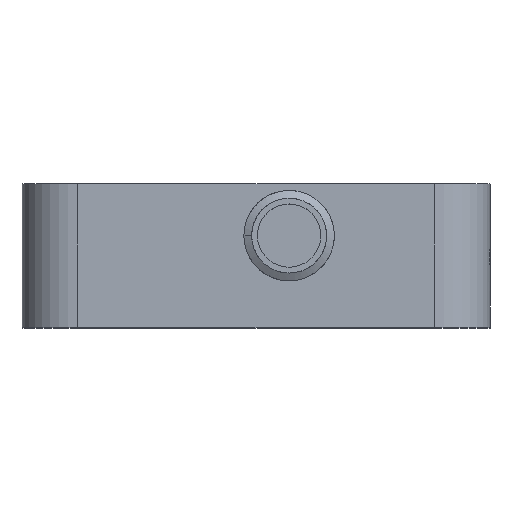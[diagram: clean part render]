
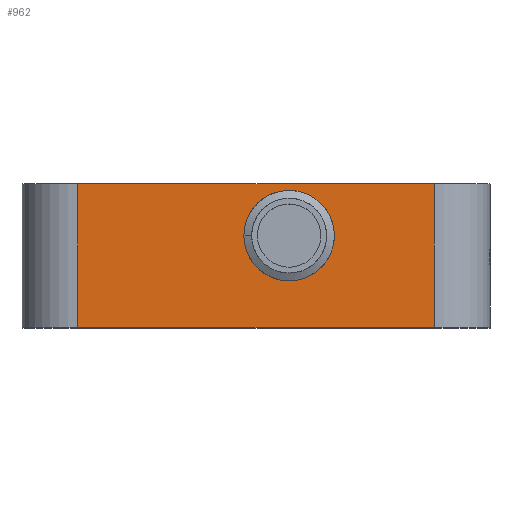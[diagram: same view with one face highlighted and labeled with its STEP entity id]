
A CAD part, top view. The second image highlights one B-rep face of the part: STEP entity #962.
In plain terms, the highlighted planar face has unit normal (0, 0, 1).
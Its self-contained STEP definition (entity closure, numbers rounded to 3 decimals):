
#9 = AXIS2_PLACEMENT_3D ( 'NONE', #370, #2203, #1625 ) ;
#47 = CARTESIAN_POINT ( 'NONE',  ( 3.196, 11.853, 42.74 ) ) ;
#56 = FACE_BOUND ( 'NONE', #2731, .T. ) ;
#64 = VERTEX_POINT ( 'NONE', #1880 ) ;
#99 = CARTESIAN_POINT ( 'NONE',  ( -28.25, 15.95, 42.74 ) ) ;
#113 = VERTEX_POINT ( 'NONE', #3094 ) ;
#176 = CARTESIAN_POINT ( 'NONE',  ( -28.25, 0., 42.74 ) ) ;
#211 = EDGE_LOOP ( 'NONE', ( #3173, #540, #1297, #1769 ) ) ;
#288 = EDGE_CURVE ( 'NONE', #3655, #3365, #792, .T. ) ;
#300 = CARTESIAN_POINT ( 'NONE',  ( 2.093, 13.372, 42.74 ) ) ;
#307 = CARTESIAN_POINT ( 'NONE',  ( 8.5, 15.95, 42.74 ) ) ;
#359 = CARTESIAN_POINT ( 'NONE',  ( 3.778, 11.286, 42.74 ) ) ;
#370 = CARTESIAN_POINT ( 'NONE',  ( 8.5, 15.95, 42.74 ) ) ;
#387 = CARTESIAN_POINT ( 'NONE',  ( -28.25, 25., 42.74 ) ) ;
#540 = ORIENTED_EDGE ( 'NONE', *, *, #2298, .F. ) ;
#547 = EDGE_CURVE ( 'NONE', #113, #837, #2264, .T. ) ;
#554 = DIRECTION ( 'NONE',  ( 1., 0., 0. ) ) ;
#616 = EDGE_CURVE ( 'NONE', #64, #2767, #706, .T. ) ;
#625 = CARTESIAN_POINT ( 'NONE',  ( 2.676, 12.473, 42.74 ) ) ;
#673 = CARTESIAN_POINT ( 'NONE',  ( 33.75, 25., 42.74 ) ) ;
#679 = VERTEX_POINT ( 'NONE', #877 ) ;
#706 = LINE ( 'NONE', #99, #785 ) ;
#730 = CIRCLE ( 'NONE', #2188, 6.5 ) ;
#783 = DIRECTION ( 'NONE',  ( 0., -1., 0. ) ) ;
#785 = VECTOR ( 'NONE', #1701, 1000. ) ;
#792 = LINE ( 'NONE', #2082, #2702 ) ;
#837 = VERTEX_POINT ( 'NONE', #673 ) ;
#877 = CARTESIAN_POINT ( 'NONE',  ( 15., 15.95, 42.74 ) ) ;
#933 = DIRECTION ( 'NONE',  ( -1., 0., 0. ) ) ;
#940 = EDGE_CURVE ( 'NONE', #679, #2767, #1187, .T. ) ;
#946 = CARTESIAN_POINT ( 'NONE',  ( 3.013, 12.054, 42.74 ) ) ;
#962 = ADVANCED_FACE ( 'NONE', ( #2879, #56 ), #2897, .F. ) ;
#1018 = CARTESIAN_POINT ( 'NONE',  ( -28.25, 3., 42.74 ) ) ;
#1160 = CARTESIAN_POINT ( 'NONE',  ( 33.75, 0., 42.74 ) ) ;
#1187 = CIRCLE ( 'NONE', #9, 6.5 ) ;
#1201 = ORIENTED_EDGE ( 'NONE', *, *, #2098, .F. ) ;
#1296 = CARTESIAN_POINT ( 'NONE',  ( 4.208, 10.962, 42.74 ) ) ;
#1297 = ORIENTED_EDGE ( 'NONE', *, *, #547, .F. ) ;
#1380 = VECTOR ( 'NONE', #3248, 1000. ) ;
#1405 = VERTEX_POINT ( 'NONE', #2049 ) ;
#1435 = B_SPLINE_CURVE_WITH_KNOTS ( 'NONE', 3,
 ( #1882, #3499, #3179, #3885, #300, #3805, #625, #946, #47, #359, #1296, #3461 ),
 .UNSPECIFIED., .F., .F.,
 ( 4, 2, 2, 2, 2, 4 ),
 ( 0., 0.002, 0.003, 0.004, 0.005, 0.006 ),
 .UNSPECIFIED. ) ;
#1601 = VECTOR ( 'NONE', #783, 1000. ) ;
#1610 = ORIENTED_EDGE ( 'NONE', *, *, #1690, .F. ) ;
#1625 = DIRECTION ( 'NONE',  ( -1., 0., 0. ) ) ;
#1690 = EDGE_CURVE ( 'NONE', #64, #1405, #1435, .T. ) ;
#1701 = DIRECTION ( 'NONE',  ( 1., 0., 0. ) ) ;
#1738 = CARTESIAN_POINT ( 'NONE',  ( 2., 15.95, 42.74 ) ) ;
#1755 = EDGE_CURVE ( 'NONE', #113, #3655, #2783, .T. ) ;
#1769 = ORIENTED_EDGE ( 'NONE', *, *, #1755, .T. ) ;
#1880 = CARTESIAN_POINT ( 'NONE',  ( 1.35, 15.95, 42.74 ) ) ;
#1882 = CARTESIAN_POINT ( 'NONE',  ( 1.35, 15.95, 42.74 ) ) ;
#1931 = LINE ( 'NONE', #3187, #1601 ) ;
#2017 = ORIENTED_EDGE ( 'NONE', *, *, #940, .F. ) ;
#2049 = CARTESIAN_POINT ( 'NONE',  ( 4.679, 10.691, 42.74 ) ) ;
#2082 = CARTESIAN_POINT ( 'NONE',  ( -28.25, 0., 42.74 ) ) ;
#2098 = EDGE_CURVE ( 'NONE', #1405, #679, #730, .T. ) ;
#2182 = DIRECTION ( 'NONE',  ( 0., -1., 0. ) ) ;
#2188 = AXIS2_PLACEMENT_3D ( 'NONE', #307, #2801, #933 ) ;
#2203 = DIRECTION ( 'NONE',  ( 0., 0., 1. ) ) ;
#2248 = VECTOR ( 'NONE', #2182, 1000. ) ;
#2264 = LINE ( 'NONE', #387, #1380 ) ;
#2266 = DIRECTION ( 'NONE',  ( -1., 0., 0. ) ) ;
#2298 = EDGE_CURVE ( 'NONE', #837, #3365, #1931, .T. ) ;
#2702 = VECTOR ( 'NONE', #554, 1000. ) ;
#2731 = EDGE_LOOP ( 'NONE', ( #1610, #3027, #2017, #1201 ) ) ;
#2767 = VERTEX_POINT ( 'NONE', #1738 ) ;
#2783 = LINE ( 'NONE', #4048, #2248 ) ;
#2801 = DIRECTION ( 'NONE',  ( 0., 0., 1. ) ) ;
#2879 = FACE_OUTER_BOUND ( 'NONE', #211, .T. ) ;
#2897 = PLANE ( 'NONE',  #3882 ) ;
#3027 = ORIENTED_EDGE ( 'NONE', *, *, #616, .T. ) ;
#3094 = CARTESIAN_POINT ( 'NONE',  ( -28.25, 25., 42.74 ) ) ;
#3173 = ORIENTED_EDGE ( 'NONE', *, *, #288, .T. ) ;
#3179 = CARTESIAN_POINT ( 'NONE',  ( 1.513, 14.884, 42.74 ) ) ;
#3187 = CARTESIAN_POINT ( 'NONE',  ( 33.75, 3., 42.74 ) ) ;
#3248 = DIRECTION ( 'NONE',  ( 1., 0., 0. ) ) ;
#3365 = VERTEX_POINT ( 'NONE', #1160 ) ;
#3461 = CARTESIAN_POINT ( 'NONE',  ( 4.679, 10.691, 42.74 ) ) ;
#3499 = CARTESIAN_POINT ( 'NONE',  ( 1.401, 15.409, 42.74 ) ) ;
#3655 = VERTEX_POINT ( 'NONE', #176 ) ;
#3805 = CARTESIAN_POINT ( 'NONE',  ( 2.521, 12.691, 42.74 ) ) ;
#3818 = DIRECTION ( 'NONE',  ( 0., 0., -1. ) ) ;
#3882 = AXIS2_PLACEMENT_3D ( 'NONE', #1018, #3818, #2266 ) ;
#3885 = CARTESIAN_POINT ( 'NONE',  ( 1.858, 13.867, 42.74 ) ) ;
#4048 = CARTESIAN_POINT ( 'NONE',  ( -28.25, 3., 42.74 ) ) ;
